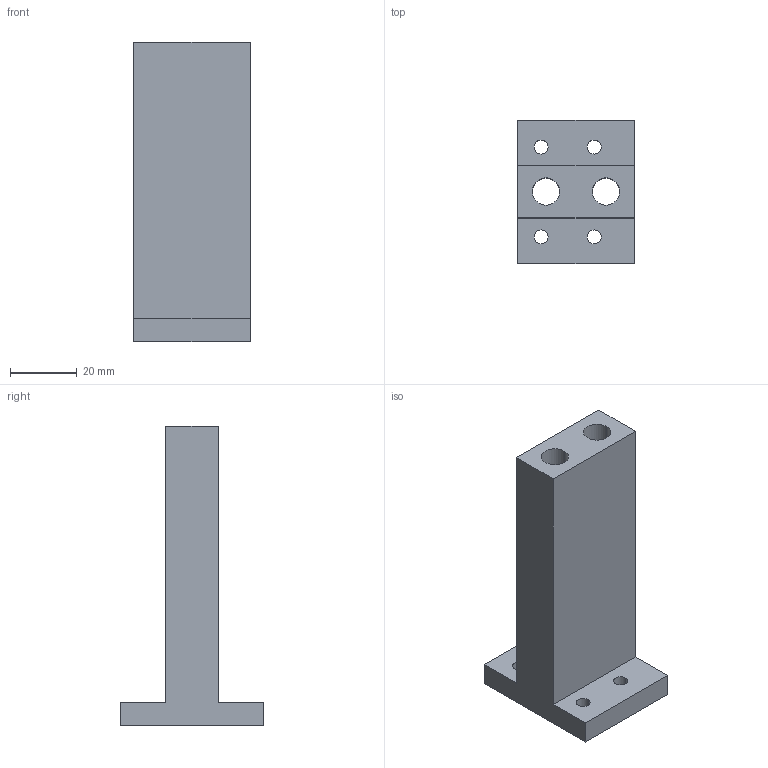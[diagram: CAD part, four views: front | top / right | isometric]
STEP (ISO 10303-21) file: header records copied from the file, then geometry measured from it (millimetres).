
FILE_DESCRIPTION (( 'STEP AP214' ), '1' );
FILE_NAME ('ALTICN-002-A-SUPPORT-POIGNEE.STEP', '2020-10-21T14:27:05', ( '' ), ( '' ), 'SwSTEP 2.0', 'SolidWorks 2020', '' );
FILE_SCHEMA (( 'AUTOMOTIVE_DESIGN' ));
Length unit declared in the file: millimetre
Products named in the file (1): ALTICN-002-A-SUPPORT-POIGNEE
Bounding box: 35 x 43 x 90 mm (x, y, z)
Volume: 43608.4 mm3; surface area: 17751.9 mm2
Topology: 1 solids, 1 shells, 42 faces, 109 edges, 68 vertices
Faces by surface type: cylinder 22, plane 12, cone 8
Entity records: 1667 total; most frequent: CARTESIAN_POINT 388, DIRECTION 235, ORIENTED_EDGE 218, EDGE_CURVE 109, AXIS2_PLACEMENT_3D 89, VERTEX_POINT 68, EDGE_LOOP 59, VECTOR 57
